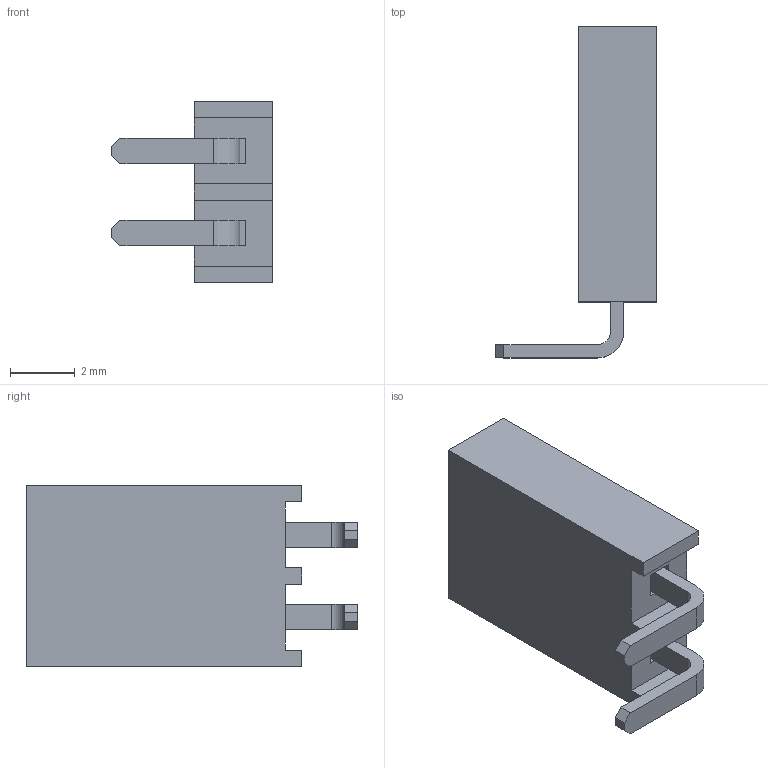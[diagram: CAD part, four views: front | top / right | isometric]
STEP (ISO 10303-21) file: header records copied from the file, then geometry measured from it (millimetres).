
FILE_DESCRIPTION (( 'STEP AP203' ), '1' );
FILE_NAME ('SSW-102-02-X-S-RA.step', '2013-10-14T14:21:20', ( 'Test' ), ( 'SAMTEC' ), 'SwSTEP 2.0', 'SolidWorks 2012', '' );
FILE_SCHEMA (( 'CONFIG_CONTROL_DESIGN' ));
Length unit declared in the file: inch
Products named in the file (1): SSW-102-02-X-S-RA
Bounding box: 4.95 x 10.24 x 5.59 mm (x, y, z)
Volume: 103.5 mm3; surface area: 238.4 mm2
Topology: 1 solids, 1 shells, 70 faces, 176 edges, 112 vertices
Faces by surface type: plane 66, cylinder 4
Entity records: 2119 total; most frequent: CARTESIAN_POINT 359, ORIENTED_EDGE 352, DIRECTION 326, EDGE_CURVE 176, VECTOR 168, LINE 168, VERTEX_POINT 112, AXIS2_PLACEMENT_3D 79
